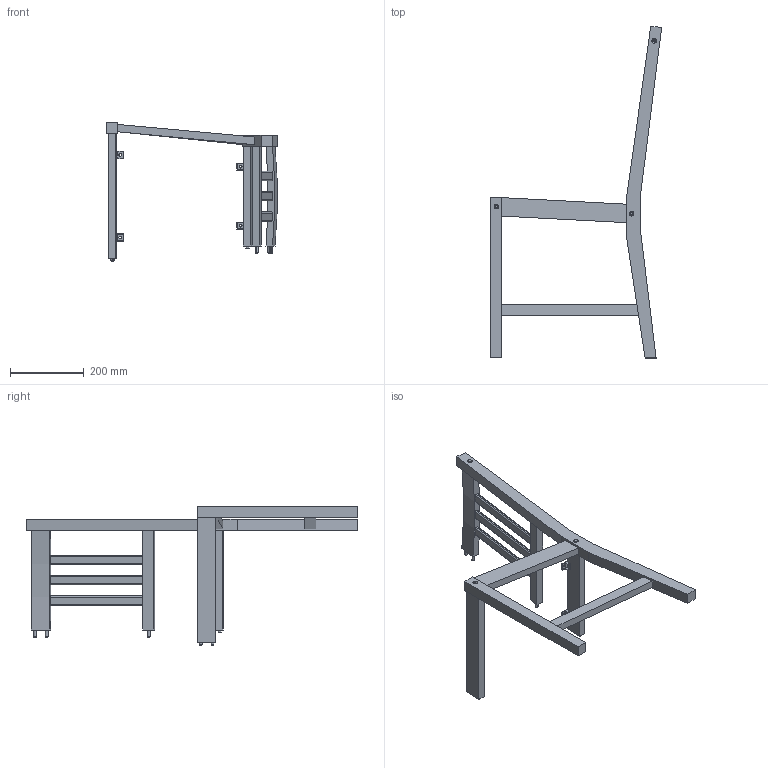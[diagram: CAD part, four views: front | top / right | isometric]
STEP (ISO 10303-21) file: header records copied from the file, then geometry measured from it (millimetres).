
FILE_DESCRIPTION (( 'STEP AP203' ), '1' );
FILE_NAME ('12page_scene_4.STEP', '2020-04-02T07:25:20', ( '' ), ( '' ), 'SwSTEP 2.0', 'SolidWorks 2014', '' );
FILE_SCHEMA (( 'CONFIG_CONTROL_DESIGN' ));
Length unit declared in the file: millimetre
Products named in the file (7): chair braket(4ea); 12page_scene_4; chair part4; chair pin(14ea); 渠蘆 犒餌chair part5; chair part3; chair part2
Assembly tree (22 placements, depth 2):
  12page_scene_4
    渠蘆 犒餌chair part5
    chair pin(14ea)  x14
    chair part3
    chair braket(4ea)  x4
    chair part2
    chair part4
Bounding box: 464.67 x 900.57 x 377 mm (x, y, z)
Volume: 3094353.4 mm3; surface area: 489403.3 mm2
Topology: 22 solids, 22 shells, 433 faces, 987 edges, 616 vertices
Faces by surface type: plane 177, cylinder 164, cone 76, bspline 8, sphere 8
Entity records: 7835 total; most frequent: DIRECTION 1262, CARTESIAN_POINT 1153, ORIENTED_EDGE 1052, EDGE_CURVE 526, AXIS2_PLACEMENT_3D 483, VERTEX_POINT 342, LINE 296, VECTOR 296
